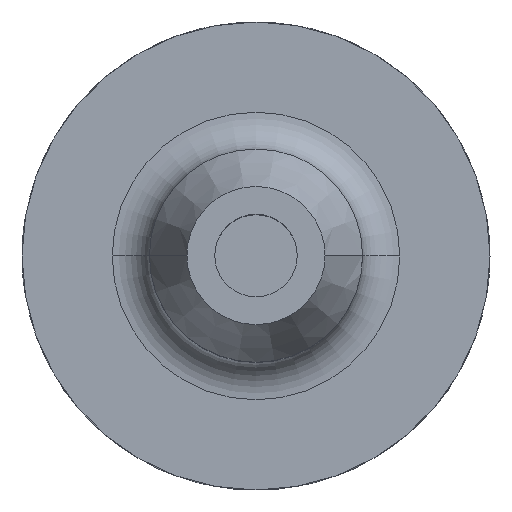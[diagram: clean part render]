
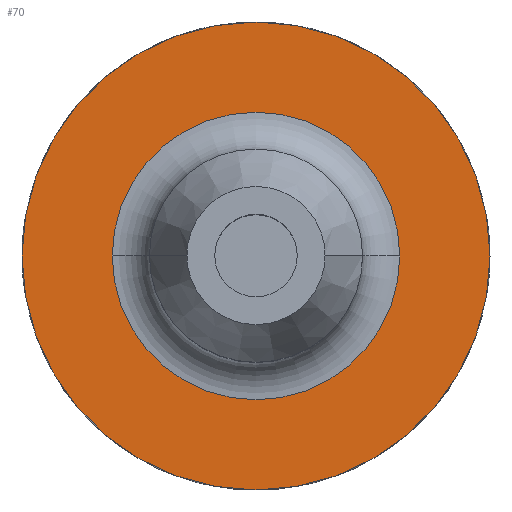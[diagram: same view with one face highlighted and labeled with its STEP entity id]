
A CAD part, top view. The second image highlights one B-rep face of the part: STEP entity #70.
In plain terms, the highlighted planar face has unit normal (0, 0, 1).
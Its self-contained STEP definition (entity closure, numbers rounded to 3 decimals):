
#26 = CIRCLE ( 'NONE', #50, 31.5 ) ;
#50 = AXIS2_PLACEMENT_3D ( 'NONE', #767, #271, #1111 ) ;
#70 = ADVANCED_FACE ( 'NONE', ( #807, #904 ), #1288, .F. ) ;
#74 = EDGE_LOOP ( 'NONE', ( #1501, #1093 ) ) ;
#124 = AXIS2_PLACEMENT_3D ( 'NONE', #1409, #429, #541 ) ;
#190 = VERTEX_POINT ( 'NONE', #1180 ) ;
#232 = ORIENTED_EDGE ( 'NONE', *, *, #979, .T. ) ;
#244 = CIRCLE ( 'NONE', #932, 19.351 ) ;
#271 = DIRECTION ( 'NONE',  ( 0., 0., -1. ) ) ;
#283 = AXIS2_PLACEMENT_3D ( 'NONE', #520, #642, #508 ) ;
#321 = DIRECTION ( 'NONE',  ( -1., 0., 0. ) ) ;
#411 = DIRECTION ( 'NONE',  ( -1., 0., 0. ) ) ;
#429 = DIRECTION ( 'NONE',  ( 0., 0., -1. ) ) ;
#507 = EDGE_CURVE ( 'NONE', #583, #794, #1283, .T. ) ;
#508 = DIRECTION ( 'NONE',  ( -1., 0., 0. ) ) ;
#517 = VERTEX_POINT ( 'NONE', #795 ) ;
#520 = CARTESIAN_POINT ( 'NONE',  ( 0., 0., 27. ) ) ;
#531 = CIRCLE ( 'NONE', #283, 19.351 ) ;
#541 = DIRECTION ( 'NONE',  ( -1., 0., 0. ) ) ;
#583 = VERTEX_POINT ( 'NONE', #1550 ) ;
#624 = ORIENTED_EDGE ( 'NONE', *, *, #921, .T. ) ;
#642 = DIRECTION ( 'NONE',  ( 0., 0., -1. ) ) ;
#653 = DIRECTION ( 'NONE',  ( 0., 0., -1. ) ) ;
#767 = CARTESIAN_POINT ( 'NONE',  ( 0., 0., 27. ) ) ;
#794 = VERTEX_POINT ( 'NONE', #1358 ) ;
#795 = CARTESIAN_POINT ( 'NONE',  ( 19.351, 0., 27. ) ) ;
#807 = FACE_BOUND ( 'NONE', #1436, .T. ) ;
#904 = FACE_OUTER_BOUND ( 'NONE', #74, .T. ) ;
#921 = EDGE_CURVE ( 'NONE', #190, #517, #531, .T. ) ;
#931 = CARTESIAN_POINT ( 'NONE',  ( 0., 0., 27. ) ) ;
#932 = AXIS2_PLACEMENT_3D ( 'NONE', #1403, #653, #411 ) ;
#941 = EDGE_CURVE ( 'NONE', #794, #583, #26, .T. ) ;
#979 = EDGE_CURVE ( 'NONE', #517, #190, #244, .T. ) ;
#1028 = AXIS2_PLACEMENT_3D ( 'NONE', #931, #1422, #321 ) ;
#1093 = ORIENTED_EDGE ( 'NONE', *, *, #507, .F. ) ;
#1111 = DIRECTION ( 'NONE',  ( -1., 0., 0. ) ) ;
#1180 = CARTESIAN_POINT ( 'NONE',  ( -19.351, 0., 27. ) ) ;
#1283 = CIRCLE ( 'NONE', #1028, 31.5 ) ;
#1288 = PLANE ( 'NONE',  #124 ) ;
#1358 = CARTESIAN_POINT ( 'NONE',  ( -31.5, 0., 27. ) ) ;
#1403 = CARTESIAN_POINT ( 'NONE',  ( 0., 0., 27. ) ) ;
#1409 = CARTESIAN_POINT ( 'NONE',  ( 0., 14.351, 27. ) ) ;
#1422 = DIRECTION ( 'NONE',  ( 0., 0., -1. ) ) ;
#1436 = EDGE_LOOP ( 'NONE', ( #624, #232 ) ) ;
#1501 = ORIENTED_EDGE ( 'NONE', *, *, #941, .F. ) ;
#1550 = CARTESIAN_POINT ( 'NONE',  ( 31.5, 0., 27. ) ) ;
